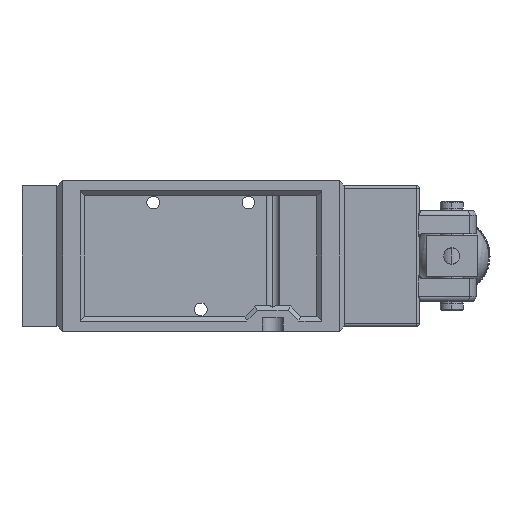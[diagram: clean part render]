
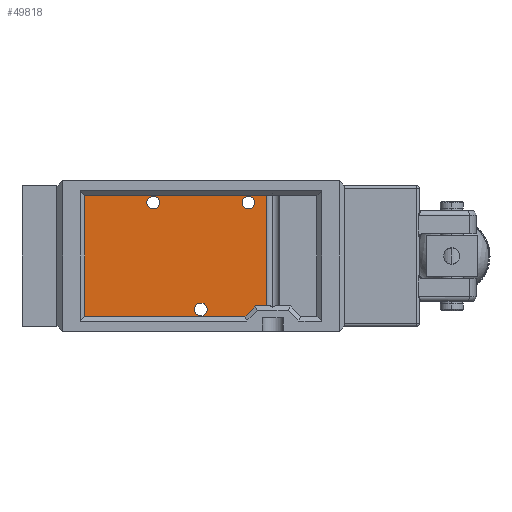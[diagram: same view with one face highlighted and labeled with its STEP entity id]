
A CAD part, front view. The second image highlights one B-rep face of the part: STEP entity #49818.
In plain terms, the highlighted planar face has unit normal (0, -1, 0).
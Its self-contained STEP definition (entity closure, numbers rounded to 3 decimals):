
#589 = VERTEX_POINT ( 'NONE', #12522 ) ;
#593 = VERTEX_POINT ( 'NONE', #12526 ) ;
#615 = VERTEX_POINT ( 'NONE', #12548 ) ;
#665 = VERTEX_POINT ( 'NONE', #12598 ) ;
#2411 = CARTESIAN_POINT ( 'NONE',  ( 23., -16., 20.5 ) ) ;
#2412 = DIRECTION ( 'NONE',  ( 0., 1., 0. ) ) ;
#2413 = DIRECTION ( 'NONE',  ( 0., 0., -1. ) ) ;
#2417 = CARTESIAN_POINT ( 'NONE',  ( 23., -16., -20.5 ) ) ;
#2418 = DIRECTION ( 'NONE',  ( 0., 1., 0. ) ) ;
#2419 = DIRECTION ( 'NONE',  ( 0., 0., -1. ) ) ;
#2423 = CARTESIAN_POINT ( 'NONE',  ( -23., -16., 0. ) ) ;
#2424 = DIRECTION ( 'NONE',  ( 0., 1., 0. ) ) ;
#2425 = DIRECTION ( 'NONE',  ( 0., 0., -1. ) ) ;
#2433 = CARTESIAN_POINT ( 'NONE',  ( 32.5, -16., -28.296 ) ) ;
#2434 = DIRECTION ( 'NONE',  ( 1., 0., 0. ) ) ;
#2445 = CARTESIAN_POINT ( 'NONE',  ( -21.5, -16., -23.5 ) ) ;
#2446 = DIRECTION ( 'NONE',  ( 0., 0., -1. ) ) ;
#2751 = CIRCLE ( 'NONE', #8785, 2.75 ) ;
#2753 = CIRCLE ( 'NONE', #8787, 2.75 ) ;
#2755 = CIRCLE ( 'NONE', #8789, 2.75 ) ;
#2757 = LINE ( 'NONE', #2433, #2758 ) ;
#2758 = VECTOR ( 'NONE', #2434, 1000. ) ;
#2760 = LINE ( 'NONE', #2445, #2762 ) ;
#2762 = VECTOR ( 'NONE', #2446, 1000. ) ;
#2855 = CIRCLE ( 'NONE', #8800, 2.75 ) ;
#2861 = CIRCLE ( 'NONE', #8802, 2.75 ) ;
#2867 = CIRCLE ( 'NONE', #8804, 2.75 ) ;
#3643 = CARTESIAN_POINT ( 'NONE',  ( -23., -16., 0. ) ) ;
#3644 = DIRECTION ( 'NONE',  ( 0., 1., 0. ) ) ;
#3645 = DIRECTION ( 'NONE',  ( 0., 0., -1. ) ) ;
#3653 = CARTESIAN_POINT ( 'NONE',  ( 23., -16., -20.5 ) ) ;
#3654 = DIRECTION ( 'NONE',  ( 0., 1., 0. ) ) ;
#3655 = DIRECTION ( 'NONE',  ( 0., 0., -1. ) ) ;
#3663 = CARTESIAN_POINT ( 'NONE',  ( 23., -16., 20.5 ) ) ;
#3664 = DIRECTION ( 'NONE',  ( 0., 1., 0. ) ) ;
#3665 = DIRECTION ( 'NONE',  ( 0., 0., -1. ) ) ;
#8064 = CARTESIAN_POINT ( 'NONE',  ( -21.5, -16., -28.296 ) ) ;
#8785 = AXIS2_PLACEMENT_3D ( 'NONE', #2411, #2412, #2413 ) ;
#8787 = AXIS2_PLACEMENT_3D ( 'NONE', #2417, #2418, #2419 ) ;
#8789 = AXIS2_PLACEMENT_3D ( 'NONE', #2423, #2424, #2425 ) ;
#8800 = AXIS2_PLACEMENT_3D ( 'NONE', #3643, #3644, #3645 ) ;
#8802 = AXIS2_PLACEMENT_3D ( 'NONE', #3653, #3654, #3655 ) ;
#8804 = AXIS2_PLACEMENT_3D ( 'NONE', #3663, #3664, #3665 ) ;
#11349 = PLANE ( 'NONE',  #33248 ) ;
#11350 = CARTESIAN_POINT ( 'NONE',  ( -26., -16., 50. ) ) ;
#11351 = DIRECTION ( 'NONE',  ( 0., -1., 0. ) ) ;
#11352 = DIRECTION ( 'NONE',  ( 0., 0., -1. ) ) ;
#12222 = VERTEX_POINT ( 'NONE', #8064 ) ;
#12522 = CARTESIAN_POINT ( 'NONE',  ( 23., -16., 23.25 ) ) ;
#12526 = CARTESIAN_POINT ( 'NONE',  ( 23., -16., 17.75 ) ) ;
#12548 = CARTESIAN_POINT ( 'NONE',  ( 23., -16., -23.25 ) ) ;
#12598 = CARTESIAN_POINT ( 'NONE',  ( 23., -16., -17.75 ) ) ;
#14163 = EDGE_LOOP ( 'NONE', ( #41151, #41154, #41157, #41160, #41163, #41165 ) ) ;
#14165 = EDGE_LOOP ( 'NONE', ( #41146, #41149 ) ) ;
#14167 = EDGE_LOOP ( 'NONE', ( #41141, #41144 ) ) ;
#14169 = EDGE_LOOP ( 'NONE', ( #20757, #41137 ) ) ;
#15445 = CARTESIAN_POINT ( 'NONE',  ( -26., -16., -19. ) ) ;
#15531 = CARTESIAN_POINT ( 'NONE',  ( -26., -16., 50. ) ) ;
#15571 = CARTESIAN_POINT ( 'NONE',  ( 26., -16., 50. ) ) ;
#20757 = ORIENTED_EDGE ( 'NONE', *, *, #42894, .T. ) ;
#26343 = CARTESIAN_POINT ( 'NONE',  ( -26., -16., -19. ) ) ;
#26344 = DIRECTION ( 'NONE',  ( 0.707, 0., -0.707 ) ) ;
#26792 = LINE ( 'NONE', #26343, #26793 ) ;
#26793 = VECTOR ( 'NONE', #26344, 1000. ) ;
#28912 = EDGE_CURVE ( 'NONE', #36510, #36352, #47145, .T. ) ;
#28913 = EDGE_CURVE ( 'NONE', #36583, #36510, #47149, .T. ) ;
#28917 = EDGE_CURVE ( 'NONE', #29661, #36583, #47165, .T. ) ;
#29661 = VERTEX_POINT ( 'NONE', #42348 ) ;
#29737 = VERTEX_POINT ( 'NONE', #42424 ) ;
#29839 = VERTEX_POINT ( 'NONE', #42526 ) ;
#29916 = VERTEX_POINT ( 'NONE', #42603 ) ;
#33248 = AXIS2_PLACEMENT_3D ( 'NONE', #11350, #11351, #11352 ) ;
#36162 = FACE_BOUND ( 'NONE', #14169, .T. ) ;
#36163 = FACE_BOUND ( 'NONE', #14167, .T. ) ;
#36164 = FACE_BOUND ( 'NONE', #14165, .T. ) ;
#36165 = FACE_OUTER_BOUND ( 'NONE', #14163, .T. ) ;
#36352 = VERTEX_POINT ( 'NONE', #15445 ) ;
#36510 = VERTEX_POINT ( 'NONE', #15531 ) ;
#36583 = VERTEX_POINT ( 'NONE', #15571 ) ;
#38019 = CARTESIAN_POINT ( 'NONE',  ( -26., -16., 50. ) ) ;
#38020 = DIRECTION ( 'NONE',  ( 0., 0., -1. ) ) ;
#38021 = CARTESIAN_POINT ( 'NONE',  ( 26., -16., 50. ) ) ;
#38022 = DIRECTION ( 'NONE',  ( -1., 0., 0. ) ) ;
#38029 = CARTESIAN_POINT ( 'NONE',  ( 26., -16., -50. ) ) ;
#38030 = DIRECTION ( 'NONE',  ( 0., 0., 1. ) ) ;
#41137 = ORIENTED_EDGE ( 'NONE', *, *, #42957, .T. ) ;
#41141 = ORIENTED_EDGE ( 'NONE', *, *, #42890, .T. ) ;
#41144 = ORIENTED_EDGE ( 'NONE', *, *, #42965, .T. ) ;
#41146 = ORIENTED_EDGE ( 'NONE', *, *, #42892, .T. ) ;
#41149 = ORIENTED_EDGE ( 'NONE', *, *, #42961, .T. ) ;
#41151 = ORIENTED_EDGE ( 'NONE', *, *, #42897, .T. ) ;
#41154 = ORIENTED_EDGE ( 'NONE', *, *, #28917, .T. ) ;
#41157 = ORIENTED_EDGE ( 'NONE', *, *, #28913, .T. ) ;
#41160 = ORIENTED_EDGE ( 'NONE', *, *, #28912, .T. ) ;
#41163 = ORIENTED_EDGE ( 'NONE', *, *, #51130, .T. ) ;
#41165 = ORIENTED_EDGE ( 'NONE', *, *, #42901, .T. ) ;
#42348 = CARTESIAN_POINT ( 'NONE',  ( 26., -16., -28.296 ) ) ;
#42424 = CARTESIAN_POINT ( 'NONE',  ( -21.5, -16., -23.5 ) ) ;
#42526 = CARTESIAN_POINT ( 'NONE',  ( -23., -16., -2.75 ) ) ;
#42603 = CARTESIAN_POINT ( 'NONE',  ( -23., -16., 2.75 ) ) ;
#42890 = EDGE_CURVE ( 'NONE', #589, #593, #2751, .T. ) ;
#42892 = EDGE_CURVE ( 'NONE', #665, #615, #2753, .T. ) ;
#42894 = EDGE_CURVE ( 'NONE', #29916, #29839, #2755, .T. ) ;
#42897 = EDGE_CURVE ( 'NONE', #12222, #29661, #2757, .T. ) ;
#42901 = EDGE_CURVE ( 'NONE', #29737, #12222, #2760, .T. ) ;
#42957 = EDGE_CURVE ( 'NONE', #29839, #29916, #2855, .T. ) ;
#42961 = EDGE_CURVE ( 'NONE', #615, #665, #2861, .T. ) ;
#42965 = EDGE_CURVE ( 'NONE', #593, #589, #2867, .T. ) ;
#47145 = LINE ( 'NONE', #38019, #47147 ) ;
#47147 = VECTOR ( 'NONE', #38020, 1000. ) ;
#47149 = LINE ( 'NONE', #38021, #47151 ) ;
#47151 = VECTOR ( 'NONE', #38022, 1000. ) ;
#47165 = LINE ( 'NONE', #38029, #47167 ) ;
#47167 = VECTOR ( 'NONE', #38030, 1000. ) ;
#49818 = ADVANCED_FACE ( 'NONE', ( #36162, #36163, #36164, #36165 ), #11349, .T. ) ;
#51130 = EDGE_CURVE ( 'NONE', #36352, #29737, #26792, .T. ) ;
